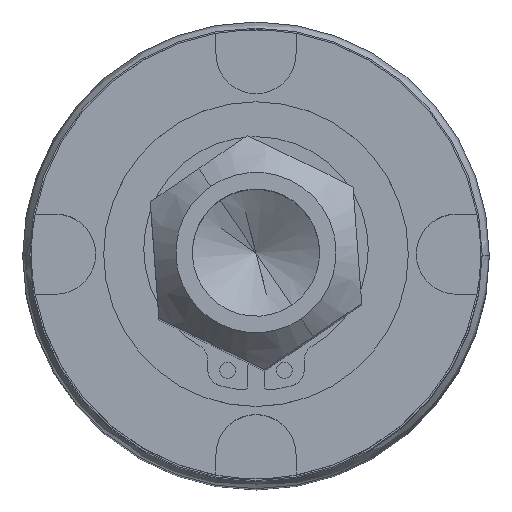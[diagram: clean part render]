
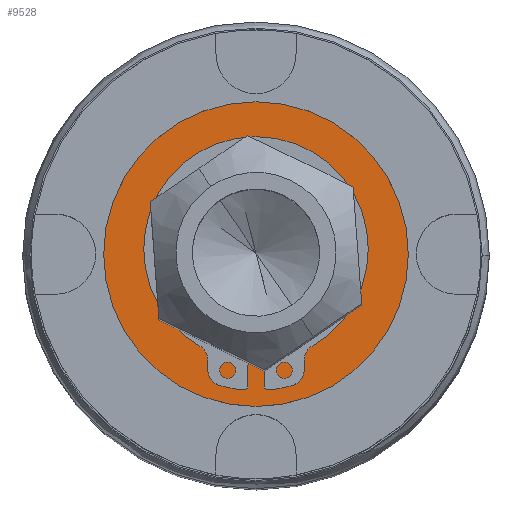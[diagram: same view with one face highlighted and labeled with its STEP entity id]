
A CAD part, top view. The second image highlights one B-rep face of the part: STEP entity #9528.
In plain terms, the highlighted planar face has unit normal (0, 0, 1).
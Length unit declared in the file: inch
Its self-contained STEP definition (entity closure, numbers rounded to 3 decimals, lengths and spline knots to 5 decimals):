
#10 = VERTEX_POINT ( 'NONE', #3646 ) ;
#216 = DIRECTION ( 'NONE',  ( 0., 0., -1. ) ) ;
#335 = AXIS2_PLACEMENT_3D ( 'NONE', #735, #4989, #7146 ) ;
#589 = VERTEX_POINT ( 'NONE', #1809 ) ;
#656 = ORIENTED_EDGE ( 'NONE', *, *, #8249, .T. ) ;
#735 = CARTESIAN_POINT ( 'NONE',  ( 0., 0., 2.55906 ) ) ;
#983 = DIRECTION ( 'NONE',  ( 0., 0., -1. ) ) ;
#989 = DIRECTION ( 'NONE',  ( -1., 0., 0. ) ) ;
#1020 = ORIENTED_EDGE ( 'NONE', *, *, #2867, .F. ) ;
#1468 = CIRCLE ( 'NONE', #6403, 0.37402 ) ;
#1646 = CARTESIAN_POINT ( 'NONE',  ( 0., 0., 2.55906 ) ) ;
#1769 = DIRECTION ( 'NONE',  ( -1., 0., 0. ) ) ;
#1809 = CARTESIAN_POINT ( 'NONE',  ( -0.37402, 0., 2.55906 ) ) ;
#2291 = ORIENTED_EDGE ( 'NONE', *, *, #7282, .T. ) ;
#2580 = CIRCLE ( 'NONE', #4751, 0.23622 ) ;
#2867 = EDGE_CURVE ( 'NONE', #10, #589, #1468, .T. ) ;
#2920 = FACE_BOUND ( 'NONE', #8474, .T. ) ;
#3183 = CARTESIAN_POINT ( 'NONE',  ( 0., 0., 2.55906 ) ) ;
#3199 = DIRECTION ( 'NONE',  ( -1., 0., 0. ) ) ;
#3218 = CARTESIAN_POINT ( 'NONE',  ( 0., 0., 2.55906 ) ) ;
#3576 = AXIS2_PLACEMENT_3D ( 'NONE', #3183, #6941, #1769 ) ;
#3646 = CARTESIAN_POINT ( 'NONE',  ( 0.37402, 0., 2.55906 ) ) ;
#3652 = AXIS2_PLACEMENT_3D ( 'NONE', #6844, #216, #989 ) ;
#3655 = EDGE_CURVE ( 'NONE', #589, #10, #8712, .T. ) ;
#4219 = PLANE ( 'NONE',  #335 ) ;
#4696 = DIRECTION ( 'NONE',  ( 0., 0., -1. ) ) ;
#4751 = AXIS2_PLACEMENT_3D ( 'NONE', #3218, #983, #6880 ) ;
#4989 = DIRECTION ( 'NONE',  ( 0., 0., 1. ) ) ;
#6349 = CIRCLE ( 'NONE', #3576, 0.23622 ) ;
#6403 = AXIS2_PLACEMENT_3D ( 'NONE', #1646, #4696, #3199 ) ;
#6509 = EDGE_LOOP ( 'NONE', ( #7193, #1020 ) ) ;
#6702 = VERTEX_POINT ( 'NONE', #8483 ) ;
#6844 = CARTESIAN_POINT ( 'NONE',  ( 0., 0., 2.55906 ) ) ;
#6880 = DIRECTION ( 'NONE',  ( -1., 0., 0. ) ) ;
#6941 = DIRECTION ( 'NONE',  ( 0., 0., -1. ) ) ;
#7146 = DIRECTION ( 'NONE',  ( 1., 0., 0. ) ) ;
#7193 = ORIENTED_EDGE ( 'NONE', *, *, #3655, .F. ) ;
#7282 = EDGE_CURVE ( 'NONE', #8177, #6702, #2580, .T. ) ;
#7522 = CARTESIAN_POINT ( 'NONE',  ( -0.23622, 0., 2.55906 ) ) ;
#7873 = FACE_OUTER_BOUND ( 'NONE', #6509, .T. ) ;
#8177 = VERTEX_POINT ( 'NONE', #7522 ) ;
#8249 = EDGE_CURVE ( 'NONE', #6702, #8177, #6349, .T. ) ;
#8474 = EDGE_LOOP ( 'NONE', ( #2291, #656 ) ) ;
#8483 = CARTESIAN_POINT ( 'NONE',  ( 0.23622, 0., 2.55906 ) ) ;
#8712 = CIRCLE ( 'NONE', #3652, 0.37402 ) ;
#9528 = ADVANCED_FACE ( 'NONE', ( #2920, #7873 ), #4219, .T. ) ;
